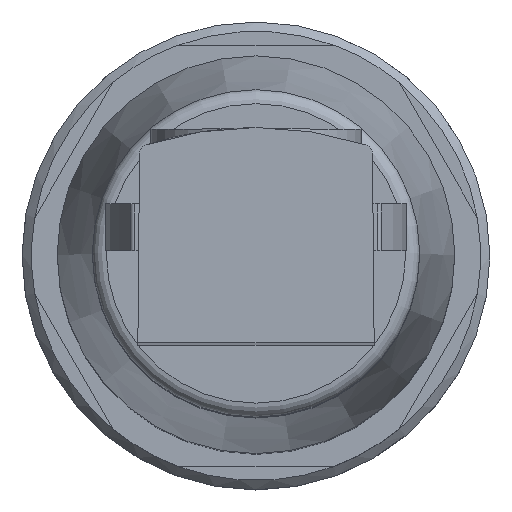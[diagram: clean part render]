
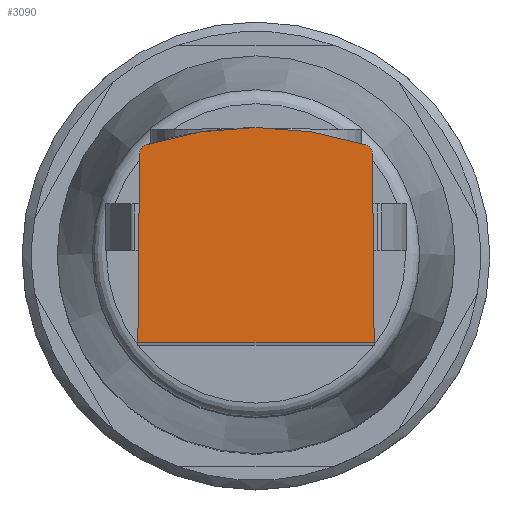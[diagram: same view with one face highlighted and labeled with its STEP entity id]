
A CAD part, top view. The second image highlights one B-rep face of the part: STEP entity #3090.
In plain terms, the highlighted planar face has unit normal (0, 0, 1).
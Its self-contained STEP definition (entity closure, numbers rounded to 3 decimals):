
#61=CIRCLE('',#3235,7.7);
#71=CIRCLE('',#3252,0.2);
#78=CIRCLE('',#3262,0.2);
#183=PLANE('',#3272);
#388=ORIENTED_EDGE('',*,*,#875,.T.);
#389=ORIENTED_EDGE('',*,*,#922,.T.);
#390=ORIENTED_EDGE('',*,*,#879,.T.);
#391=ORIENTED_EDGE('',*,*,#891,.T.);
#392=ORIENTED_EDGE('',*,*,#840,.T.);
#393=ORIENTED_EDGE('',*,*,#901,.T.);
#840=EDGE_CURVE('',#1116,#1115,#61,.T.);
#875=EDGE_CURVE('',#1150,#1149,#1335,.T.);
#879=EDGE_CURVE('',#1154,#1153,#1339,.T.);
#891=EDGE_CURVE('',#1153,#1116,#71,.T.);
#901=EDGE_CURVE('',#1115,#1150,#78,.T.);
#922=EDGE_CURVE('',#1149,#1154,#1368,.T.);
#1115=VERTEX_POINT('',#4243);
#1116=VERTEX_POINT('',#4245);
#1149=VERTEX_POINT('',#4320);
#1150=VERTEX_POINT('',#4322);
#1153=VERTEX_POINT('',#4329);
#1154=VERTEX_POINT('',#4331);
#1335=LINE('',#4321,#1491);
#1339=LINE('',#4330,#1495);
#1368=LINE('',#4415,#1524);
#1491=VECTOR('',#3578,1000.);
#1495=VECTOR('',#3584,1000.);
#1524=VECTOR('',#3657,1000.);
#1635=EDGE_LOOP('',(#388,#389,#390,#391,#392,#393));
#1835=FACE_BOUND('',#1635,.T.);
#3090=ADVANCED_FACE('',(#1835),#183,.T.);
#3235=AXIS2_PLACEMENT_3D('',#4244,#3526,#3527);
#3252=AXIS2_PLACEMENT_3D('',#4352,#3599,#3600);
#3262=AXIS2_PLACEMENT_3D('',#4375,#3621,#3622);
#3272=AXIS2_PLACEMENT_3D('',#4416,#3658,#3659);
#3526=DIRECTION('',(0.,0.,1.));
#3527=DIRECTION('',(1.,0.,0.));
#3578=DIRECTION('',(-0.009,-1.,0.));
#3584=DIRECTION('',(-0.009,1.,0.));
#3599=DIRECTION('',(0.,0.,1.));
#3600=DIRECTION('',(1.,0.,0.));
#3621=DIRECTION('',(0.,0.,1.));
#3622=DIRECTION('',(1.,0.,0.));
#3657=DIRECTION('',(1.,0.,0.));
#3658=DIRECTION('',(0.,0.,1.));
#3659=DIRECTION('',(1.,0.,0.));
#4243=CARTESIAN_POINT('',(-2.351,2.182,31.8));
#4244=CARTESIAN_POINT('',(0.,-5.15,31.8));
#4245=CARTESIAN_POINT('',(2.351,2.182,31.8));
#4320=CARTESIAN_POINT('',(-2.525,-2.05,31.8));
#4321=CARTESIAN_POINT('',(-2.49,1.994,31.8));
#4322=CARTESIAN_POINT('',(-2.49,1.994,31.8));
#4329=CARTESIAN_POINT('',(2.49,1.994,31.8));
#4330=CARTESIAN_POINT('',(2.525,-2.05,31.8));
#4331=CARTESIAN_POINT('',(2.525,-2.05,31.8));
#4352=CARTESIAN_POINT('',(2.29,1.992,31.8));
#4375=CARTESIAN_POINT('',(-2.29,1.992,31.8));
#4415=CARTESIAN_POINT('',(-2.525,-2.05,31.8));
#4416=CARTESIAN_POINT('',(2.29,1.992,31.8));
